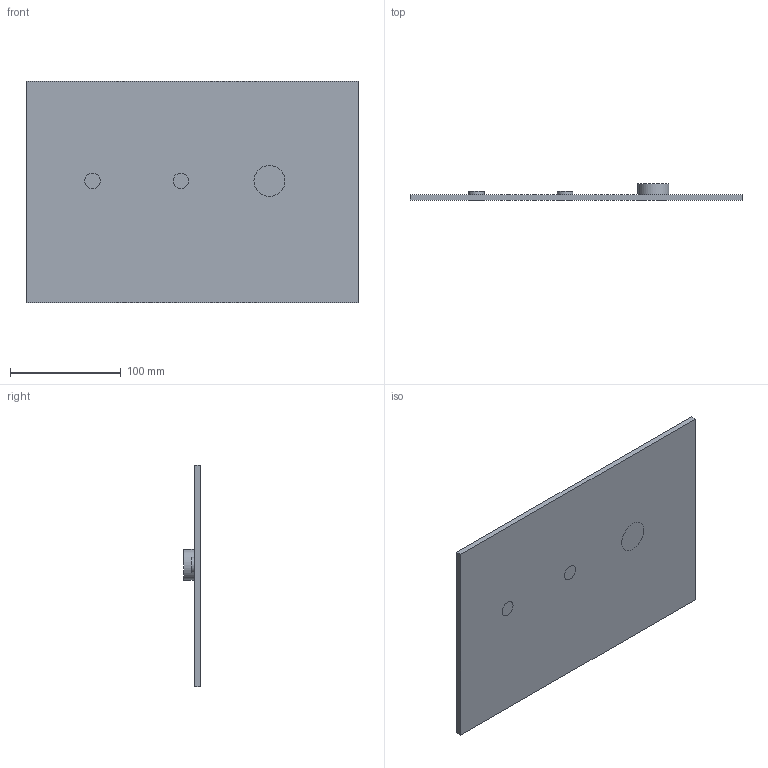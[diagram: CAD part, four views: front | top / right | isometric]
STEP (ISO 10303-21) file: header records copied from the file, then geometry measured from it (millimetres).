
FILE_DESCRIPTION(('FreeCAD Model'),'2;1');
FILE_NAME('Open CASCADE Shape Model','2025-09-22T12:52:23',('Author'),( ''),'Open CASCADE STEP processor 7.7','FreeCAD','Unknown');
FILE_SCHEMA(('AUTOMOTIVE_DESIGN { 1 0 10303 214 1 1 1 1 }'));
Length unit declared in the file: millimetre
Products named in the file (5): artifact_kiosk_panel; Panel; Button_Start; Button_Stop; Knob_Speed
Assembly tree (4 placements, depth 2):
  artifact_kiosk_panel
    Panel
    Button_Start
    Button_Stop
    Knob_Speed
Bounding box: 300 x 15 x 200 mm (x, y, z)
Volume: 311699.3 mm3; surface area: 128870.4 mm2
Topology: 4 solids, 4 shells, 15 faces, 21 edges, 14 vertices
Faces by surface type: plane 12, cylinder 3
Full cylindrical faces by diameter (mm): 14 x2, 28 x1
Entity records: 439 total; most frequent: DIRECTION 67, CARTESIAN_POINT 55, ORIENTED_EDGE 42, AXIS2_PLACEMENT_3D 26, EDGE_CURVE 21, ADVANCED_FACE 15, FACE_BOUND 15, EDGE_LOOP 15
